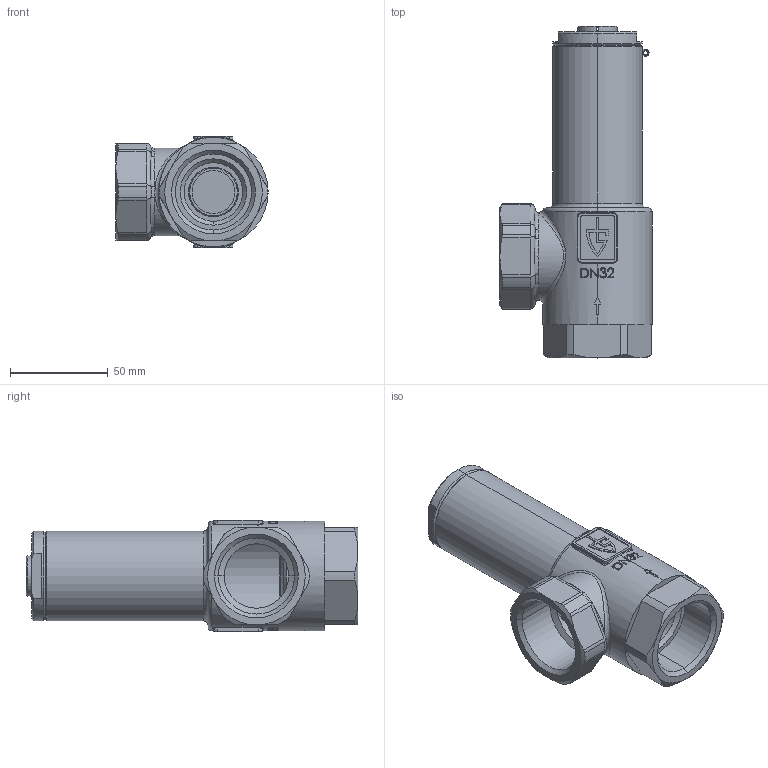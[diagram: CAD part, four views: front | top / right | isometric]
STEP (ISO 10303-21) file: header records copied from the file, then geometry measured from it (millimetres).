
FILE_DESCRIPTION (( 'STEP AP214' ), '1' );
FILE_NAME ('417 1_1_4 Dummy.STEP', '2011-08-11T07:29:35', ( 'Blankenhorn' ), ( '' ), 'SwSTEP 2.0', 'SolidWorks 2011', '' );
FILE_SCHEMA (( 'AUTOMOTIVE_DESIGN' ));
Length unit declared in the file: millimetre
Products named in the file (1): 417 1_1_4 Dummy
Bounding box: 78 x 170 x 57 mm (x, y, z)
Volume: 168719.8 mm3; surface area: 68965.1 mm2
Topology: 4 solids, 4 shells, 507 faces, 1291 edges, 818 vertices
Faces by surface type: plane 187, cylinder 147, bspline 82, cone 56, torus 35
Entity records: 26645 total; most frequent: CARTESIAN_POINT 9274, ORIENTED_EDGE 2582, DIRECTION 2269, EDGE_CURVE 1291, AXIS2_PLACEMENT_3D 855, VERTEX_POINT 818, LINE 559, VECTOR 559
